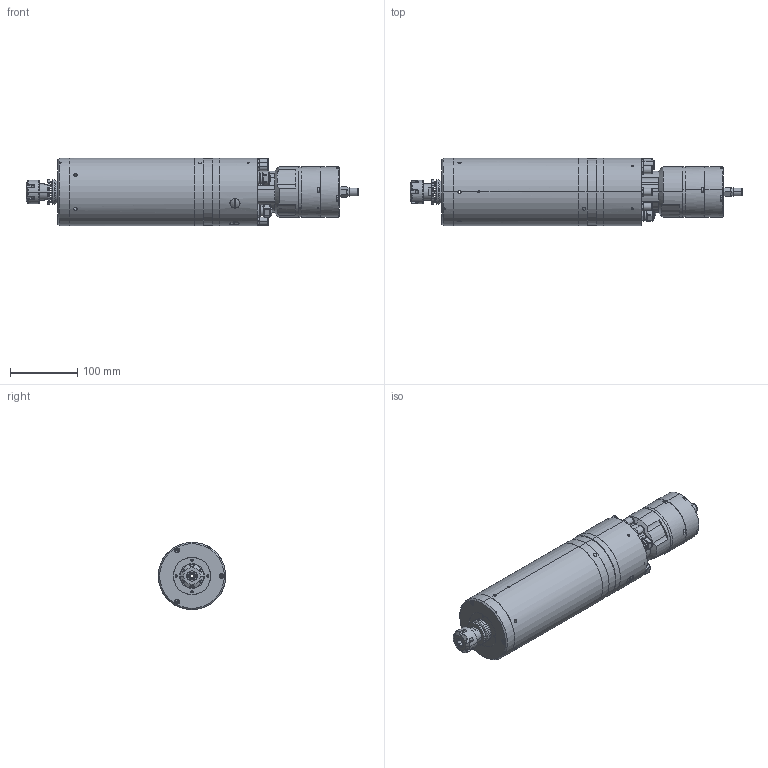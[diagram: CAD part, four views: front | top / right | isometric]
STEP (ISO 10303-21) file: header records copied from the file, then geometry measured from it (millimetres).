
FILE_DESCRIPTION (( 'STEP AP203' ), '1' );
FILE_NAME ('100A3024-00-.STEP', '2014-10-20T13:04:49', ( '' ), ( '' ), 'SwSTEP 2.0', 'SolidWorks 2014', '' );
FILE_SCHEMA (( 'CONFIG_CONTROL_DESIGN' ));
Length unit declared in the file: millimetre
Products named in the file (1): 100A3024-00-
Bounding box: 493.24 x 100 x 100 mm (x, y, z)
Surface area: 184832.5 mm2 (no closed solid volume)
Topology: 0 solids, 67 shells, 722 faces, 2178 edges, 1528 vertices
Faces by surface type: cylinder 318, plane 263, cone 68, torus 55, bspline 12, sphere 6
Entity records: 27267 total; most frequent: CARTESIAN_POINT 7246, DIRECTION 4492, ORIENTED_EDGE 3578, EDGE_CURVE 2170, AXIS2_PLACEMENT_3D 1786, VERTEX_POINT 1528, CIRCLE 1075, VECTOR 920
